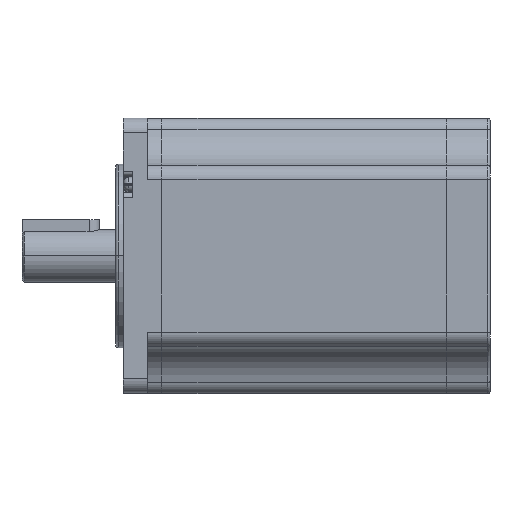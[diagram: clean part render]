
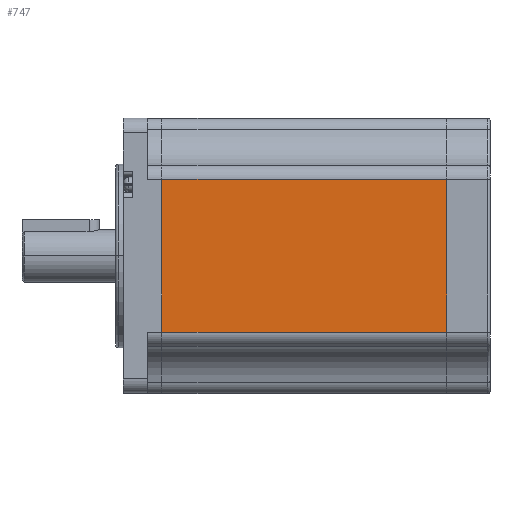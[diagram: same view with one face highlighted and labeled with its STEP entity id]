
A CAD part, top view. The second image highlights one B-rep face of the part: STEP entity #747.
In plain terms, the highlighted planar face has unit normal (0, 0, 1).
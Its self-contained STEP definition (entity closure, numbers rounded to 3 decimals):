
#412 = ORIENTED_EDGE ( 'NONE', *, *, #3857, .T. ) ;
#526 = ORIENTED_EDGE ( 'NONE', *, *, #4698, .T. ) ;
#747 = ADVANCED_FACE ( 'NONE', ( #7118 ), #1456, .T. ) ;
#1075 = CARTESIAN_POINT ( 'NONE',  ( -68., -15.851, 28.5 ) ) ;
#1456 = PLANE ( 'NONE',  #6892 ) ;
#1883 = LINE ( 'NONE', #5199, #9197 ) ;
#2065 = CARTESIAN_POINT ( 'NONE',  ( -9., 15.851, 28.5 ) ) ;
#2145 = EDGE_LOOP ( 'NONE', ( #526, #8569, #4126, #412 ) ) ;
#2258 = CARTESIAN_POINT ( 'NONE',  ( -68., 15.851, 28.5 ) ) ;
#2464 = EDGE_CURVE ( 'NONE', #9766, #7323, #6295, .T. ) ;
#2951 = LINE ( 'NONE', #5401, #5602 ) ;
#3791 = DIRECTION ( 'NONE',  ( 0., 1., 0. ) ) ;
#3857 = EDGE_CURVE ( 'NONE', #4856, #7338, #7082, .T. ) ;
#4009 = VECTOR ( 'NONE', #4516, 1000. ) ;
#4126 = ORIENTED_EDGE ( 'NONE', *, *, #8017, .T. ) ;
#4516 = DIRECTION ( 'NONE',  ( 0., -1., 0. ) ) ;
#4698 = EDGE_CURVE ( 'NONE', #7338, #9766, #1883, .T. ) ;
#4856 = VERTEX_POINT ( 'NONE', #9629 ) ;
#5199 = CARTESIAN_POINT ( 'NONE',  ( -9., 15.851, 28.5 ) ) ;
#5401 = CARTESIAN_POINT ( 'NONE',  ( 0., -15.851, 28.5 ) ) ;
#5581 = DIRECTION ( 'NONE',  ( 0., 0., 1. ) ) ;
#5602 = VECTOR ( 'NONE', #6393, 1000. ) ;
#6034 = DIRECTION ( 'NONE',  ( -1., 0., 0. ) ) ;
#6295 = LINE ( 'NONE', #10550, #4009 ) ;
#6393 = DIRECTION ( 'NONE',  ( 1., 0., 0. ) ) ;
#6892 = AXIS2_PLACEMENT_3D ( 'NONE', #8151, #5581, #8909 ) ;
#7082 = LINE ( 'NONE', #7836, #7095 ) ;
#7095 = VECTOR ( 'NONE', #3791, 1000. ) ;
#7118 = FACE_OUTER_BOUND ( 'NONE', #2145, .T. ) ;
#7323 = VERTEX_POINT ( 'NONE', #1075 ) ;
#7338 = VERTEX_POINT ( 'NONE', #2065 ) ;
#7836 = CARTESIAN_POINT ( 'NONE',  ( -9., -28.5, 28.5 ) ) ;
#8017 = EDGE_CURVE ( 'NONE', #7323, #4856, #2951, .T. ) ;
#8151 = CARTESIAN_POINT ( 'NONE',  ( -9., -28.5, 28.5 ) ) ;
#8569 = ORIENTED_EDGE ( 'NONE', *, *, #2464, .T. ) ;
#8909 = DIRECTION ( 'NONE',  ( 1., 0., 0. ) ) ;
#9197 = VECTOR ( 'NONE', #6034, 1000. ) ;
#9629 = CARTESIAN_POINT ( 'NONE',  ( -9., -15.851, 28.5 ) ) ;
#9766 = VERTEX_POINT ( 'NONE', #2258 ) ;
#10550 = CARTESIAN_POINT ( 'NONE',  ( -68., -28.5, 28.5 ) ) ;
